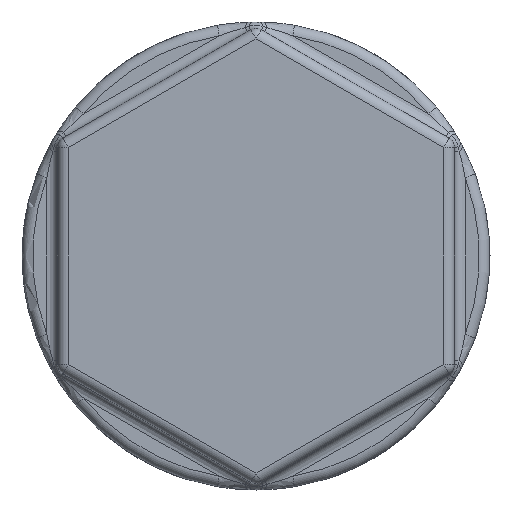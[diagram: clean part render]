
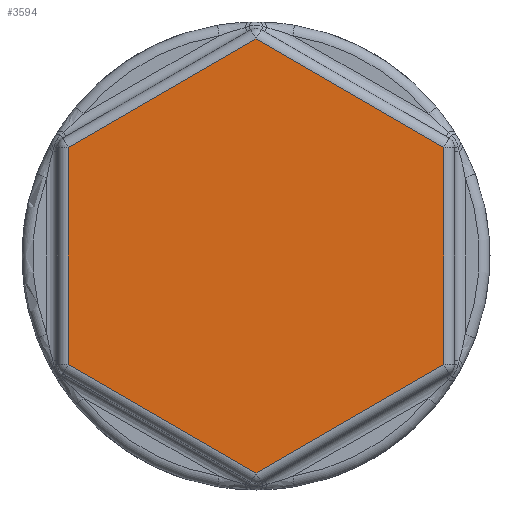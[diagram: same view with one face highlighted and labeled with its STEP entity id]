
A CAD part, left-side view. The second image highlights one B-rep face of the part: STEP entity #3594.
In plain terms, the highlighted planar face has unit normal (-1, 0, 0).
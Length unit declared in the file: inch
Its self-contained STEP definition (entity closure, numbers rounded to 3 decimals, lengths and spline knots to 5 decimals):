
#3238=CARTESIAN_POINT('',(-0.25,0.265,-0.153));
#3239=VERTEX_POINT('',#3238);
#3247=CARTESIAN_POINT('',(-0.25,0.265,0.153));
#3248=VERTEX_POINT('',#3247);
#3249=CARTESIAN_POINT('',(-0.25,0.265,-0.153));
#3250=DIRECTION('',(0.0,0.0,1.0));
#3251=VECTOR('',#3250,0.306);
#3252=LINE('',#3249,#3251);
#3253=EDGE_CURVE('',#3239,#3248,#3252,.T.);
#3285=CARTESIAN_POINT('',(-0.25,0.,0.306));
#3286=VERTEX_POINT('',#3285);
#3287=CARTESIAN_POINT('',(-0.25,0.265,0.153));
#3288=DIRECTION('',(0.0,-0.866,0.5));
#3289=VECTOR('',#3288,0.306);
#3290=LINE('',#3287,#3289);
#3291=EDGE_CURVE('',#3248,#3286,#3290,.T.);
#3333=CARTESIAN_POINT('',(-0.25,-0.265,0.153));
#3334=VERTEX_POINT('',#3333);
#3335=CARTESIAN_POINT('',(-0.25,0.,0.306));
#3336=DIRECTION('',(0.0,-0.866,-0.5));
#3337=VECTOR('',#3336,0.306);
#3338=LINE('',#3335,#3337);
#3339=EDGE_CURVE('',#3286,#3334,#3338,.T.);
#3375=CARTESIAN_POINT('',(-0.25,-0.265,-0.153));
#3376=VERTEX_POINT('',#3375);
#3377=CARTESIAN_POINT('',(-0.25,-0.265,0.153));
#3378=DIRECTION('',(0.0,0.0,-1.0));
#3379=VECTOR('',#3378,0.306);
#3380=LINE('',#3377,#3379);
#3381=EDGE_CURVE('',#3334,#3376,#3380,.T.);
#3417=CARTESIAN_POINT('',(-0.25,0.,-0.306));
#3418=VERTEX_POINT('',#3417);
#3419=CARTESIAN_POINT('',(-0.25,-0.265,-0.153));
#3420=DIRECTION('',(0.0,0.866,-0.5));
#3421=VECTOR('',#3420,0.306);
#3422=LINE('',#3419,#3421);
#3423=EDGE_CURVE('',#3376,#3418,#3422,.T.);
#3468=CARTESIAN_POINT('',(-0.25,0.,-0.306));
#3469=DIRECTION('',(0.0,0.866,0.5));
#3470=VECTOR('',#3469,0.306);
#3471=LINE('',#3468,#3470);
#3472=EDGE_CURVE('',#3418,#3239,#3471,.T.);
#3581=CARTESIAN_POINT('',(-0.25,0.14,0.0));
#3582=DIRECTION('',(-1.0,0.0,0.0));
#3583=DIRECTION('',(0.0,0.0,1.0));
#3584=AXIS2_PLACEMENT_3D('',#3581,#3582,#3583);
#3585=PLANE('',#3584);
#3586=ORIENTED_EDGE('',*,*,#3253,.F.);
#3587=ORIENTED_EDGE('',*,*,#3472,.F.);
#3588=ORIENTED_EDGE('',*,*,#3423,.F.);
#3589=ORIENTED_EDGE('',*,*,#3381,.F.);
#3590=ORIENTED_EDGE('',*,*,#3339,.F.);
#3591=ORIENTED_EDGE('',*,*,#3291,.F.);
#3592=EDGE_LOOP('',(#3586,#3587,#3588,#3589,#3590,#3591));
#3593=FACE_OUTER_BOUND('',#3592,.T.);
#3594=ADVANCED_FACE('',(#3593),#3585,.T.);
